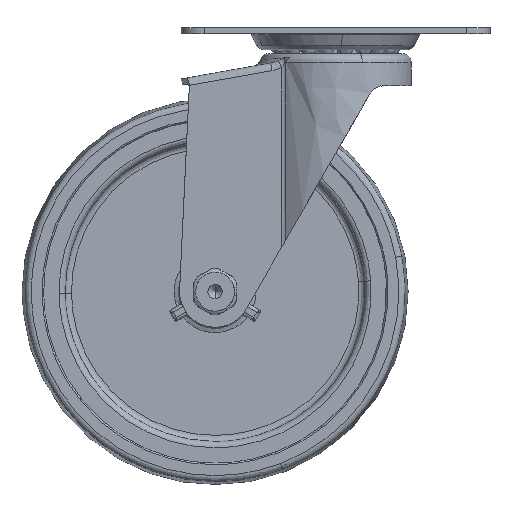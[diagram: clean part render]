
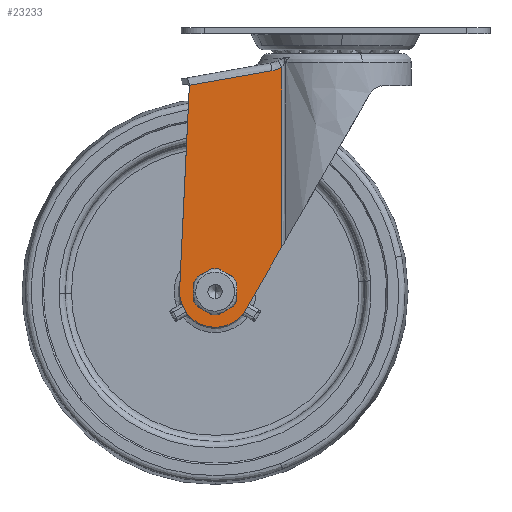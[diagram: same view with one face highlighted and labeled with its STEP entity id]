
A CAD part, front view. The second image highlights one B-rep face of the part: STEP entity #23233.
In plain terms, the highlighted free-form (B-spline) face has degree [1, 1] with [2, 2] control points.
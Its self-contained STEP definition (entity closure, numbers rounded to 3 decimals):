
#18842=CARTESIAN_POINT('',(-35.028,-18.0,-83.972));
#18843=VERTEX_POINT('',#18842);
#18849=CARTESIAN_POINT('',(-39.0,-18.0,-79.5));
#18850=VERTEX_POINT('',#18849);
#18851=CARTESIAN_POINT('',(-35.028,-18.,-83.972));
#18852=CARTESIAN_POINT('',(-35.,-18.,-83.737));
#18853=CARTESIAN_POINT('',(-35.0,-18.0,-83.5));
#18854=CARTESIAN_POINT('',(-35.,-18.,-79.5));
#18855=CARTESIAN_POINT('',(-39.0,-18.0,-79.5));
#18863=(BOUNDED_CURVE()B_SPLINE_CURVE(2,(#18851,#18852,#18853,#18854,#18855),.UNSPECIFIED.,.F.,.U.)B_SPLINE_CURVE_WITH_KNOTS((3,2,3),(0.23,0.25,0.5),.UNSPECIFIED.)CURVE()GEOMETRIC_REPRESENTATION_ITEM()RATIONAL_B_SPLINE_CURVE((0.956,0.976,1.0,0.707,1.0))REPRESENTATION_ITEM(''));
#18864=EDGE_CURVE('',#18843,#18850,#18863,.T.);
#18866=CARTESIAN_POINT('',(-42.993,-18.0,-83.256));
#18867=VERTEX_POINT('',#18866);
#18868=CARTESIAN_POINT('',(-39.0,-18.0,-79.5));
#18869=CARTESIAN_POINT('',(-42.763,-18.,-79.5));
#18870=CARTESIAN_POINT('',(-42.993,-18.,-83.256));
#18878=(BOUNDED_CURVE()B_SPLINE_CURVE(2,(#18868,#18869,#18870),.UNSPECIFIED.,.F.,.U.)B_SPLINE_CURVE_WITH_KNOTS((3,3),(0.5,0.739),.UNSPECIFIED.)CURVE()GEOMETRIC_REPRESENTATION_ITEM()RATIONAL_B_SPLINE_CURVE((1.0,0.72,0.976))REPRESENTATION_ITEM(''));
#18879=EDGE_CURVE('',#18850,#18867,#18878,.T.);
#18953=CARTESIAN_POINT('',(-39.0,-18.0,-87.5));
#18954=VERTEX_POINT('',#18953);
#18955=CARTESIAN_POINT('',(-42.993,-18.,-83.256));
#18956=CARTESIAN_POINT('',(-43.0,-18.,-83.378));
#18957=CARTESIAN_POINT('',(-43.0,-18.0,-83.5));
#18958=CARTESIAN_POINT('',(-43.,-18.,-87.5));
#18959=CARTESIAN_POINT('',(-39.0,-18.0,-87.5));
#18967=(BOUNDED_CURVE()B_SPLINE_CURVE(2,(#18955,#18956,#18957,#18958,#18959),.UNSPECIFIED.,.F.,.U.)B_SPLINE_CURVE_WITH_KNOTS((3,2,3),(0.739,0.75,1.0),.UNSPECIFIED.)CURVE()GEOMETRIC_REPRESENTATION_ITEM()RATIONAL_B_SPLINE_CURVE((0.976,0.988,1.0,0.707,1.0))REPRESENTATION_ITEM(''));
#18968=EDGE_CURVE('',#18867,#18954,#18967,.T.);
#18970=CARTESIAN_POINT('',(-39.0,-18.0,-87.5));
#18971=CARTESIAN_POINT('',(-35.447,-18.,-87.5));
#18972=CARTESIAN_POINT('',(-35.028,-18.,-83.972));
#18980=(BOUNDED_CURVE()B_SPLINE_CURVE(2,(#18970,#18971,#18972),.UNSPECIFIED.,.F.,.U.)B_SPLINE_CURVE_WITH_KNOTS((3,3),(0.0,0.23),.UNSPECIFIED.)CURVE()GEOMETRIC_REPRESENTATION_ITEM()RATIONAL_B_SPLINE_CURVE((1.0,0.731,0.956))REPRESENTATION_ITEM(''));
#18981=EDGE_CURVE('',#18954,#18843,#18980,.T.);
#20892=CARTESIAN_POINT('',(-17.385,-18.0,-10.731));
#20893=VERTEX_POINT('',#20892);
#20985=CARTESIAN_POINT('',(-20.595,-18.0,-11.98));
#20986=VERTEX_POINT('',#20985);
#21000=CARTESIAN_POINT('',(-17.385,-18.0,-10.731));
#21001=CARTESIAN_POINT('',(-17.509,-18.0,-10.809));
#21002=CARTESIAN_POINT('',(-17.634,-18.0,-10.883));
#21003=CARTESIAN_POINT('',(-17.887,-18.0,-11.026));
#21004=CARTESIAN_POINT('',(-18.015,-18.0,-11.094));
#21005=CARTESIAN_POINT('',(-18.403,-18.0,-11.289));
#21006=CARTESIAN_POINT('',(-18.666,-18.0,-11.407));
#21007=CARTESIAN_POINT('',(-19.201,-18.,-11.615));
#21008=CARTESIAN_POINT('',(-19.473,-18.0,-11.707));
#21009=CARTESIAN_POINT('',(-20.027,-18.0,-11.864));
#21010=CARTESIAN_POINT('',(-20.309,-18.0,-11.929));
#21011=CARTESIAN_POINT('',(-20.595,-18.0,-11.98));
#21012=B_SPLINE_CURVE_WITH_KNOTS('',3,(#21000,#21001,#21002,#21003,#21004,#21005,#21006,#21007,#21008,#21009,#21010,#21011),.UNSPECIFIED.,.F.,.U.,(4,2,2,2,2,4),(0.0,0.125,0.25,0.5,0.75,1.0),.UNSPECIFIED.);
#21013=EDGE_CURVE('',#20893,#20986,#21012,.T.);
#21128=CARTESIAN_POINT('',(-47.324,-18.0,-16.693));
#21129=VERTEX_POINT('',#21128);
#21137=CARTESIAN_POINT('',(-20.595,-18.0,-11.98));
#21138=CARTESIAN_POINT('',(-47.324,-18.0,-16.693));
#21139=QUASI_UNIFORM_CURVE('',1,(#21137,#21138),.UNSPECIFIED.,.F.,.U.);
#21140=EDGE_CURVE('',#20986,#21129,#21139,.T.);
#22151=CARTESIAN_POINT('',(-17.385,-18.0,-68.974));
#22152=VERTEX_POINT('',#22151);
#22153=CARTESIAN_POINT('',(-17.385,-18.0,-68.974));
#22154=CARTESIAN_POINT('',(-17.385,-18.0,-10.731));
#22155=QUASI_UNIFORM_CURVE('',1,(#22153,#22154),.UNSPECIFIED.,.F.,.U.);
#22156=EDGE_CURVE('',#22152,#20893,#22155,.T.);
#22676=CARTESIAN_POINT('',(-50.487,-18.0,-82.952));
#22677=VERTEX_POINT('',#22676);
#22700=CARTESIAN_POINT('',(-29.03,-18.0,-89.231));
#22701=VERTEX_POINT('',#22700);
#22707=CARTESIAN_POINT('',(-50.487,-18.0,-82.952));
#22708=CARTESIAN_POINT('',(-50.919,-18.,-91.994));
#22709=CARTESIAN_POINT('',(-42.23,-18.0,-94.537));
#22710=CARTESIAN_POINT('',(-33.542,-18.,-97.08));
#22711=CARTESIAN_POINT('',(-29.03,-18.0,-89.231));
#22719=(BOUNDED_CURVE()B_SPLINE_CURVE(2,(#22707,#22708,#22709,#22710,#22711),.UNSPECIFIED.,.F.,.U.)B_SPLINE_CURVE_WITH_KNOTS((3,2,3),(0.0,0.5,1.0),.UNSPECIFIED.)CURVE()GEOMETRIC_REPRESENTATION_ITEM()RATIONAL_B_SPLINE_CURVE((1.0,0.786,1.0,0.786,1.0))REPRESENTATION_ITEM(''));
#22720=EDGE_CURVE('',#22677,#22701,#22719,.T.);
#22816=CARTESIAN_POINT('',(-47.324,-18.0,-16.693));
#22817=CARTESIAN_POINT('',(-50.487,-18.0,-82.952));
#22818=QUASI_UNIFORM_CURVE('',1,(#22816,#22817),.UNSPECIFIED.,.F.,.U.);
#22819=EDGE_CURVE('',#21129,#22677,#22818,.T.);
#23140=CARTESIAN_POINT('',(-17.385,-18.0,-68.974));
#23141=CARTESIAN_POINT('',(-29.03,-18.0,-89.231));
#23142=QUASI_UNIFORM_CURVE('',1,(#23140,#23141),.UNSPECIFIED.,.F.,.U.);
#23143=EDGE_CURVE('',#22152,#22701,#23142,.T.);
#23214=CARTESIAN_POINT('',(-52.144,-18.0,-99.207));
#23215=CARTESIAN_POINT('',(-15.732,-18.0,-99.207));
#23216=CARTESIAN_POINT('',(-52.144,-18.0,-6.522));
#23217=CARTESIAN_POINT('',(-15.732,-18.0,-6.522));
#23218=B_SPLINE_SURFACE_WITH_KNOTS('',1,1,((#23214,#23216),(#23215,#23217)),.UNSPECIFIED.,.F.,.F.,.U.,(2,2),(2,2),(0.0,36.412),(0.0,92.685),.UNSPECIFIED.);
#23219=ORIENTED_EDGE('',*,*,#22156,.T.);
#23220=ORIENTED_EDGE('',*,*,#21013,.T.);
#23221=ORIENTED_EDGE('',*,*,#21140,.T.);
#23222=ORIENTED_EDGE('',*,*,#22819,.T.);
#23223=ORIENTED_EDGE('',*,*,#22720,.T.);
#23224=ORIENTED_EDGE('',*,*,#23143,.F.);
#23225=EDGE_LOOP('',(#23219,#23220,#23221,#23222,#23223,#23224));
#23226=FACE_OUTER_BOUND('',#23225,.T.);
#23227=ORIENTED_EDGE('',*,*,#18879,.F.);
#23228=ORIENTED_EDGE('',*,*,#18864,.F.);
#23229=ORIENTED_EDGE('',*,*,#18981,.F.);
#23230=ORIENTED_EDGE('',*,*,#18968,.F.);
#23231=EDGE_LOOP('',(#23227,#23228,#23229,#23230));
#23232=FACE_BOUND('',#23231,.T.);
#23233=ADVANCED_FACE('',(#23226,#23232),#23218,.T.);
